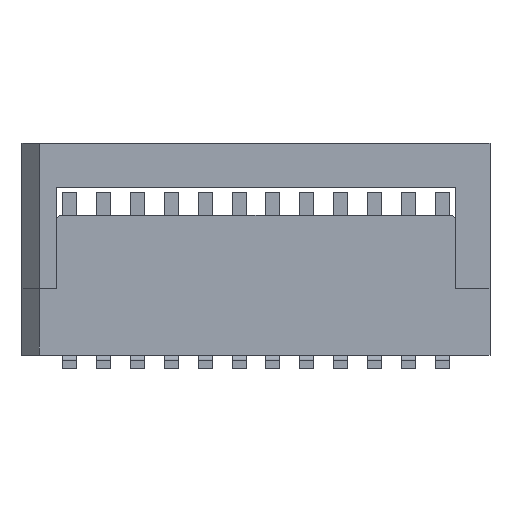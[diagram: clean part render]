
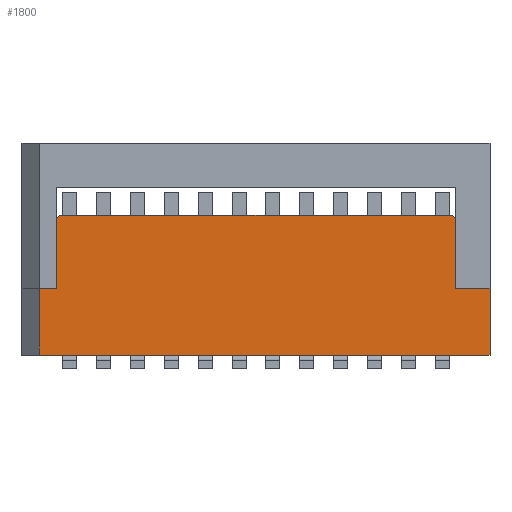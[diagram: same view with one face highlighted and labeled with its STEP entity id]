
A CAD part, front view. The second image highlights one B-rep face of the part: STEP entity #1800.
In plain terms, the highlighted planar face has unit normal (0, -1, 0).
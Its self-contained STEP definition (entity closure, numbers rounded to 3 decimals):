
#1800 = ADVANCED_FACE( '', ( #3705 ), #3706, .T. );
#3705 = FACE_OUTER_BOUND( '', #6220, .T. );
#3706 = PLANE( '', #6221 );
#6220 = EDGE_LOOP( '', ( #8768, #8769, #8770, #8771, #8772, #8773, #8774, #8775, #8776, #8777 ) );
#6221 = AXIS2_PLACEMENT_3D( '', #8778, #8779, #8780 );
#8768 = ORIENTED_EDGE( '', *, *, #16419, .F. );
#8769 = ORIENTED_EDGE( '', *, *, #16420, .T. );
#8770 = ORIENTED_EDGE( '', *, *, #16421, .T. );
#8771 = ORIENTED_EDGE( '', *, *, #16422, .T. );
#8772 = ORIENTED_EDGE( '', *, *, #16423, .T. );
#8773 = ORIENTED_EDGE( '', *, *, #16424, .T. );
#8774 = ORIENTED_EDGE( '', *, *, #16425, .T. );
#8775 = ORIENTED_EDGE( '', *, *, #16426, .T. );
#8776 = ORIENTED_EDGE( '', *, *, #16427, .T. );
#8777 = ORIENTED_EDGE( '', *, *, #16428, .F. );
#8778 = CARTESIAN_POINT( '', ( 0., -6.75, 0. ) );
#8779 = DIRECTION( '', ( 0., -1., 0. ) );
#8780 = DIRECTION( '', ( 0., 0., -1. ) );
#16419 = EDGE_CURVE( '', #19354, #19355, #19356, .T. );
#16420 = EDGE_CURVE( '', #19354, #19357, #19358, .T. );
#16421 = EDGE_CURVE( '', #19357, #19359, #19360, .T. );
#16422 = EDGE_CURVE( '', #19359, #19361, #19362, .T. );
#16423 = EDGE_CURVE( '', #19361, #19363, #19364, .T. );
#16424 = EDGE_CURVE( '', #19363, #19365, #19366, .T. );
#16425 = EDGE_CURVE( '', #19365, #19367, #19368, .T. );
#16426 = EDGE_CURVE( '', #19367, #19369, #19370, .T. );
#16427 = EDGE_CURVE( '', #19369, #19371, #19372, .F. );
#16428 = EDGE_CURVE( '', #19355, #19371, #19373, .T. );
#19354 = VERTEX_POINT( '', #23681 );
#19355 = VERTEX_POINT( '', #23682 );
#19356 = LINE( '', #23683, #23684 );
#19357 = VERTEX_POINT( '', #23685 );
#19358 = LINE( '', #23686, #23687 );
#19359 = VERTEX_POINT( '', #23688 );
#19360 = LINE( '', #23689, #23690 );
#19361 = VERTEX_POINT( '', #23691 );
#19362 = LINE( '', #23692, #23693 );
#19363 = VERTEX_POINT( '', #23694 );
#19364 = LINE( '', #23695, #23696 );
#19365 = VERTEX_POINT( '', #23697 );
#19366 = LINE( '', #23698, #23699 );
#19367 = VERTEX_POINT( '', #23700 );
#19368 = LINE( '', #23701, #23702 );
#19369 = VERTEX_POINT( '', #23703 );
#19370 = LINE( '', #23704, #23705 );
#19371 = VERTEX_POINT( '', #23706 );
#19372 = LINE( '', #23707, #23708 );
#19373 = LINE( '', #23709, #23710 );
#23681 = CARTESIAN_POINT( '', ( -6.35, -6.75, 1.95 ) );
#23682 = CARTESIAN_POINT( '', ( -5.85, -6.75, 1.95 ) );
#23683 = CARTESIAN_POINT( '', ( -6.85, -6.75, 1.95 ) );
#23684 = VECTOR( '', #30281, 1000. );
#23685 = CARTESIAN_POINT( '', ( -6.35, -6.75, 0. ) );
#23686 = CARTESIAN_POINT( '', ( -6.35, -6.75, 0. ) );
#23687 = VECTOR( '', #30282, 1000. );
#23688 = CARTESIAN_POINT( '', ( 6.85, -6.75, 0. ) );
#23689 = CARTESIAN_POINT( '', ( -6.85, -6.75, 0. ) );
#23690 = VECTOR( '', #30283, 1000. );
#23691 = CARTESIAN_POINT( '', ( 6.85, -6.75, 1.95 ) );
#23692 = CARTESIAN_POINT( '', ( 6.85, -6.75, 0. ) );
#23693 = VECTOR( '', #30284, 1000. );
#23694 = CARTESIAN_POINT( '', ( 5.85, -6.75, 1.95 ) );
#23695 = CARTESIAN_POINT( '', ( 6.85, -6.75, 1.95 ) );
#23696 = VECTOR( '', #30285, 1000. );
#23697 = CARTESIAN_POINT( '', ( 5.85, -6.75, 4. ) );
#23698 = CARTESIAN_POINT( '', ( 5.85, -6.75, 1.95 ) );
#23699 = VECTOR( '', #30286, 1000. );
#23700 = CARTESIAN_POINT( '', ( 5.75, -6.75, 4.1 ) );
#23701 = CARTESIAN_POINT( '', ( 4.925, -6.75, 4.925 ) );
#23702 = VECTOR( '', #30287, 1000. );
#23703 = CARTESIAN_POINT( '', ( -5.75, -6.75, 4.1 ) );
#23704 = CARTESIAN_POINT( '', ( 6.85, -6.75, 4.1 ) );
#23705 = VECTOR( '', #30288, 1000. );
#23706 = CARTESIAN_POINT( '', ( -5.85, -6.75, 4. ) );
#23707 = CARTESIAN_POINT( '', ( -4.925, -6.75, 4.925 ) );
#23708 = VECTOR( '', #30289, 1000. );
#23709 = CARTESIAN_POINT( '', ( -5.85, -6.75, 1.95 ) );
#23710 = VECTOR( '', #30290, 1000. );
#30281 = DIRECTION( '', ( 1., 0., 0. ) );
#30282 = DIRECTION( '', ( 0., 0., -1. ) );
#30283 = DIRECTION( '', ( 1., 0., 0. ) );
#30284 = DIRECTION( '', ( 0., 0., 1. ) );
#30285 = DIRECTION( '', ( -1., 0., 0. ) );
#30286 = DIRECTION( '', ( 0., 0., 1. ) );
#30287 = DIRECTION( '', ( -0.707, 0., 0.707 ) );
#30288 = DIRECTION( '', ( -1., 0., 0. ) );
#30289 = DIRECTION( '', ( 0.707, 0., 0.707 ) );
#30290 = DIRECTION( '', ( 0., 0., 1. ) );
